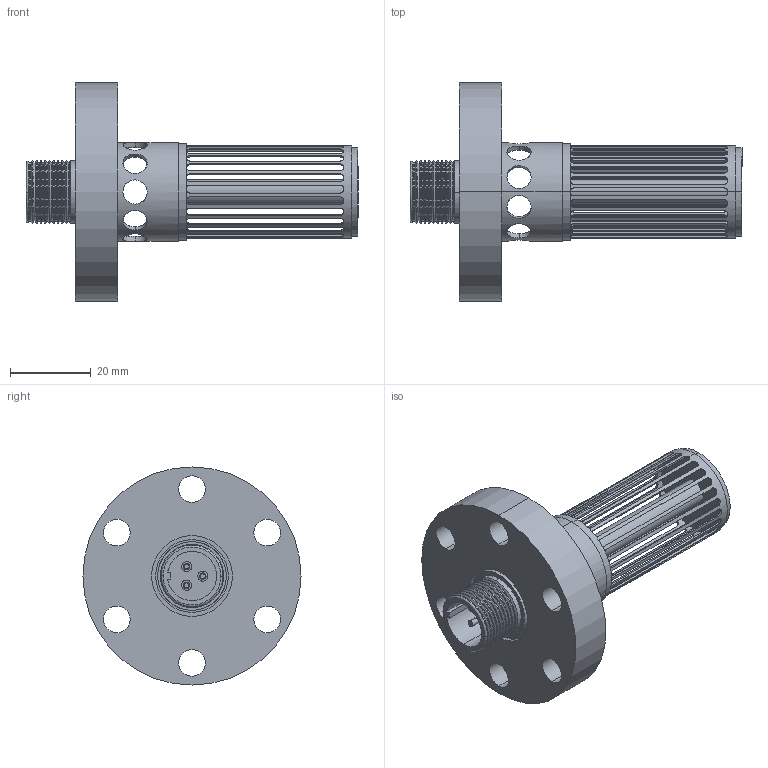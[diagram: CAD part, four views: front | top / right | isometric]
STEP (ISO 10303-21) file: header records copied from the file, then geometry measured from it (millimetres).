
FILE_DESCRIPTION (( 'STEP AP214' ), '1' );
FILE_NAME ('柲ァ撙郪璃-CF25-50L.STEP', '2023-07-20T05:44:09', ( '' ), ( '' ), 'SwSTEP 2.0', 'SolidWorks 2020', '' );
FILE_SCHEMA (( 'AUTOMOTIVE_DESIGN' ));
Length unit declared in the file: millimetre
Products named in the file (1): 柲ァ撙郪璃-CF25-50L
Bounding box: 82.2 x 54 x 54 mm (x, y, z)
Volume: 22824.2 mm3; surface area: 18548.8 mm2
Topology: 10 solids, 10 shells, 363 faces, 979 edges, 620 vertices
Faces by surface type: cylinder 203, plane 95, cone 50, bspline 15
Entity records: 18678 total; most frequent: CARTESIAN_POINT 5548, ORIENTED_EDGE 1918, DIRECTION 1798, EDGE_CURVE 959, AXIS2_PLACEMENT_3D 676, VERTEX_POINT 606, EDGE_LOOP 457, LINE 446
